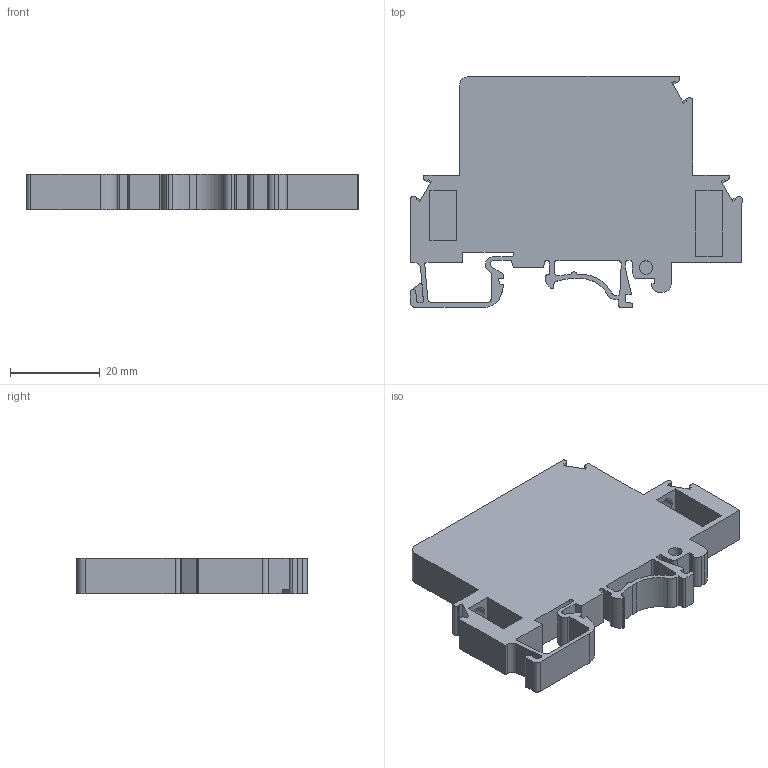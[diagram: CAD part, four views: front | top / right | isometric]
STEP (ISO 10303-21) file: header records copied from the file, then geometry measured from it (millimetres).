
FILE_DESCRIPTION(/* description */ ('Unknown'),/* implementation_level */ '2;1');
FILE_NAME(/* name */ '6KUDDF4HN',/* time_stamp */ '2016-10-10T15:52:47+05:00',/* author */ ('Unknown'),/* organization */ ('Unknown'),/* preprocessor_version */ 'ST-DEVELOPER v16',/* originating_system */ 'DEX',/* authorisation */ $);
FILE_SCHEMA (('AUTOMOTIVE_DESIGN {1 0 10303 214 3 1 1}'));
Length unit declared in the file: millimetre
Products named in the file (1): 6KUDDF4HN
Bounding box: 74.09 x 51.55 x 8 mm (x, y, z)
Volume: 20135.3 mm3; surface area: 9185.3 mm2
Topology: 1 solids, 1 shells, 166 faces, 479 edges, 318 vertices
Faces by surface type: plane 109, cylinder 55, torus 2
Full cylindrical faces by diameter (mm): 3 x1, 4.2 x4
Entity records: 5453 total; most frequent: CARTESIAN_POINT 957, ORIENTED_EDGE 944, DIRECTION 917, EDGE_CURVE 472, LINE 361, VECTOR 361, VERTEX_POINT 318, AXIS2_PLACEMENT_3D 278
